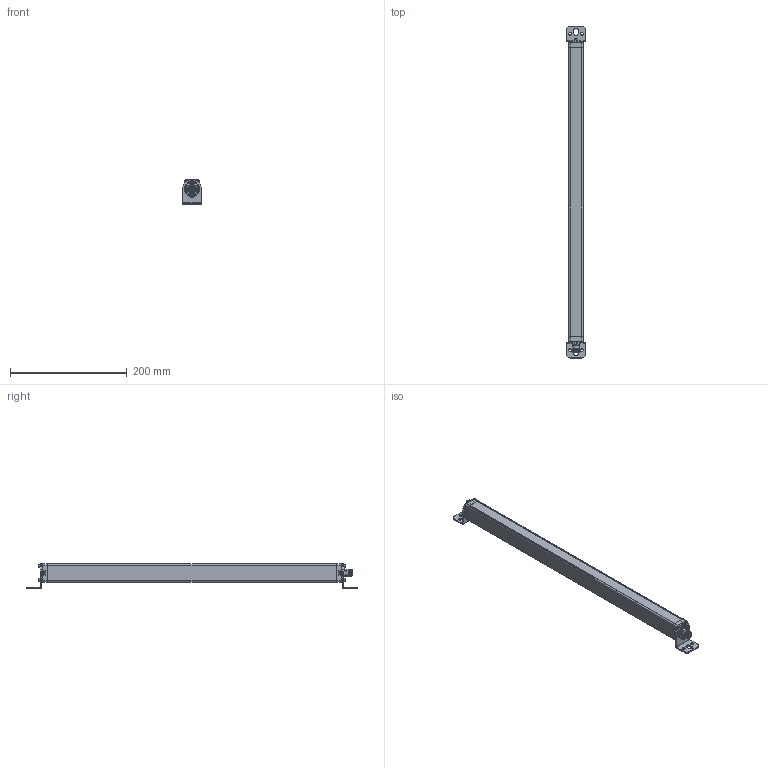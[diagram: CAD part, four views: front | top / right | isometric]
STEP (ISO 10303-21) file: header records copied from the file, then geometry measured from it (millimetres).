
FILE_DESCRIPTION((''),'2;1');
FILE_NAME('139567_SM01_ASM','2023-04-12T10:58:17',('banengservice'),('BANNER ENGINEERING'),'CREO PARAMETRIC BY PTC INC, 2022414','CREO PARAMETRIC BY PTC INC, 2022414','');
FILE_SCHEMA(('CONFIG_CONTROL_DESIGN'));
Products named in the file (5): 139567_EP01; 139567_PL01; 48461; 46544; 139567_SM01_ASM
Assembly tree (8 placements, depth 2):
  139567_SM01_ASM
    139567_EP01
    139567_PL01
    48461  x2
    46544  x4
Bounding box: 31.75 x 569.1 x 42.57 mm (x, y, z)
Volume: 758208.7 mm3; surface area: 125811.7 mm2
Topology: 12 solids, 12 shells, 877 faces, 2174 edges, 1341 vertices
Faces by surface type: cylinder 401, plane 288, sphere 64, torus 58, bspline 45, cone 21
Entity records: 29024 total; most frequent: CARTESIAN_POINT 13310, DIRECTION 3366, ORIENTED_EDGE 3224, EDGE_CURVE 1612, AXIS2_PLACEMENT_3D 1282, VERTEX_POINT 1015, VECTOR 802, LINE 802
